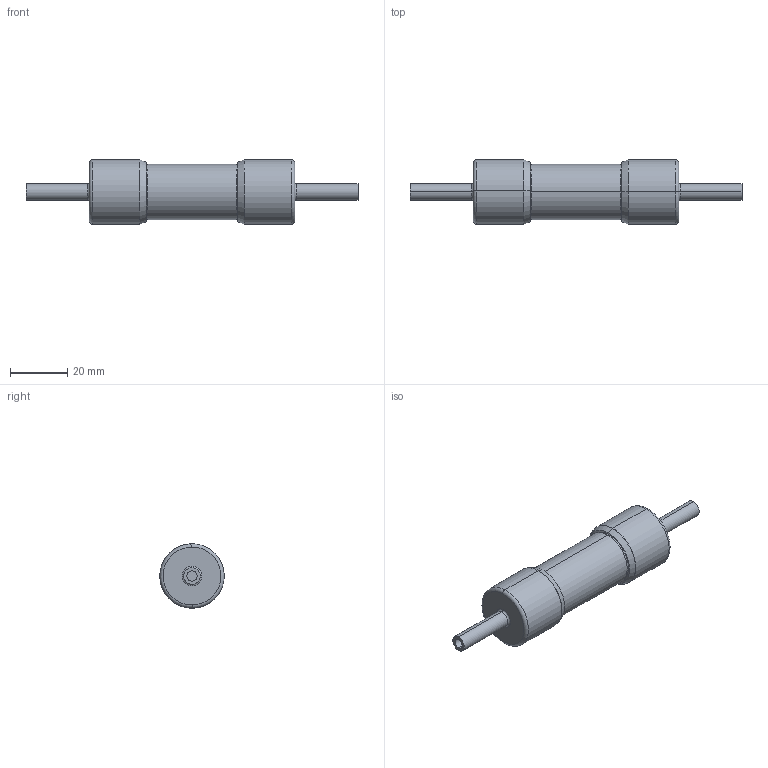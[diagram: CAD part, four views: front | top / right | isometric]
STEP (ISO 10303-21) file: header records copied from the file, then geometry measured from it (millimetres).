
FILE_DESCRIPTION (( 'STEP AP214' ), '1' );
FILE_NAME ('OUT-242153-1.STEP', '2024-05-29T14:08:28', ( '' ), ( '' ), 'SwSTEP 2.0', 'SolidWorks 2021', '' );
FILE_SCHEMA (( 'AUTOMOTIVE_DESIGN' ));
Length unit declared in the file: inch
Products named in the file (3): 1201349_CRIMPED; OUT-242153-1; OUT-242152
Assembly tree (3 placements, depth 2):
  OUT-242153-1
    OUT-242152
    1201349_CRIMPED  x2
Bounding box: 115.93 x 22.5 x 22.5 mm (x, y, z)
Volume: 13942.1 mm3; surface area: 19472.5 mm2
Topology: 5 solids, 5 shells, 148 faces, 292 edges, 160 vertices
Faces by surface type: torus 48, cylinder 44, cone 32, plane 16, bspline 8
Entity records: 4966 total; most frequent: CARTESIAN_POINT 1076, DIRECTION 632, ORIENTED_EDGE 472, AXIS2_PLACEMENT_3D 286, EDGE_CURVE 236, CIRCLE 168, VERTEX_POINT 130, EDGE_LOOP 130
